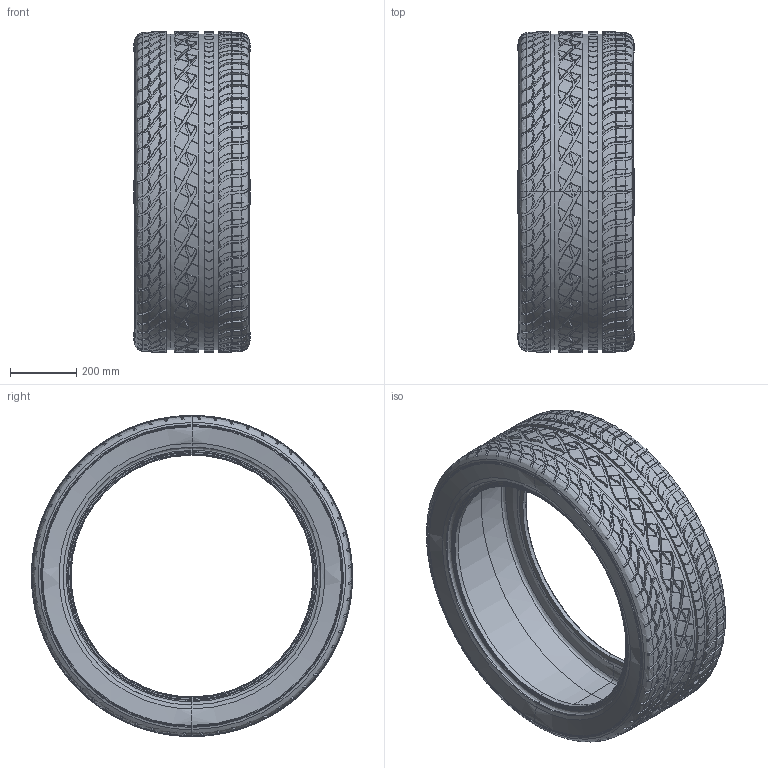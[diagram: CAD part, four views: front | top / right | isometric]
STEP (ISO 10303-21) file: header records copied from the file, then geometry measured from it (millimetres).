
FILE_DESCRIPTION(('FreeCAD Model'),'2;1');
FILE_NAME('Open CASCADE Shape Model','2025-05-04T19:45:36',('FreeCAD'),( 'FreeCAD'),'Open CASCADE STEP processor 7.6','FreeCAD','Unknown');
FILE_SCHEMA(('AUTOMOTIVE_DESIGN { 1 0 10303 214 1 1 1 1 }'));
Products named in the file (1): Open CASCADE STEP translator 7.6 1
Bounding box: 353.12 x 969.92 x 969.92 mm (x, y, z)
Volume: 18728919.8 mm3; surface area: 3925428 mm2
Topology: 1 solids, 1 shells, 5898 faces, 15936 edges, 10428 vertices
Faces by surface type: bspline 5898
Entity records: 201339 total; most frequent: CARTESIAN_POINT 110074, ORIENTED_EDGE 31872, EDGE_CURVE 15936, B_SPLINE_CURVE_WITH_KNOTS 11526, VERTEX_POINT 10428, FACE_BOUND 6288, EDGE_LOOP 6288, ADVANCED_FACE 5898
